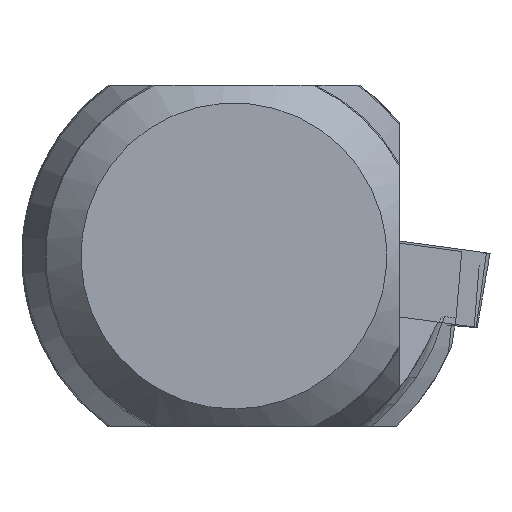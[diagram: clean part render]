
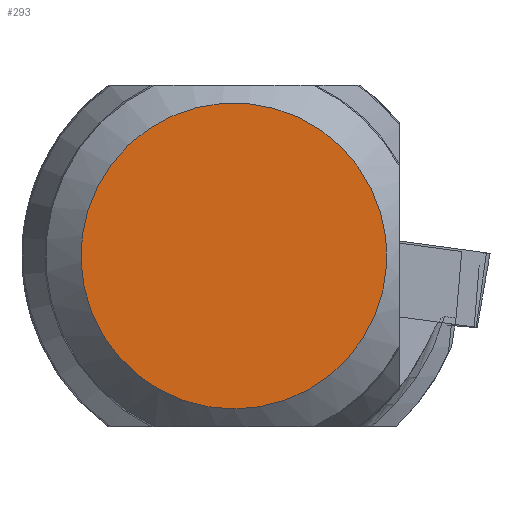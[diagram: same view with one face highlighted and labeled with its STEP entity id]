
A CAD part, left-side view. The second image highlights one B-rep face of the part: STEP entity #293.
In plain terms, the highlighted planar face has unit normal (-1, 0, 0).
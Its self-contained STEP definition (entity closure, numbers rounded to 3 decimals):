
#118=PLANE('',#911);
#156=FACE_OUTER_BOUND('',#370,.T.);
#293=ADVANCED_FACE('',(#156),#118,.T.);
#370=EDGE_LOOP('',(#571));
#571=ORIENTED_EDGE('',*,*,#792,.F.);
#685=VERTEX_POINT('',#1552);
#792=EDGE_CURVE('',#685,#685,#833,.T.);
#833=CIRCLE('',#900,6.493);
#900=AXIS2_PLACEMENT_3D('',#1551,#1091,#1092);
#911=AXIS2_PLACEMENT_3D('',#1602,#1113,#1114);
#1091=DIRECTION('',(1.,0.,0.));
#1092=DIRECTION('',(0.,0.,-1.));
#1113=DIRECTION('',(-1.,0.,0.));
#1114=DIRECTION('',(0.,0.,-1.));
#1551=CARTESIAN_POINT('',(-201.515,11.709,0.));
#1552=CARTESIAN_POINT('',(-201.515,11.709,-6.492));
#1602=CARTESIAN_POINT('',(-201.515,11.709,0.));
